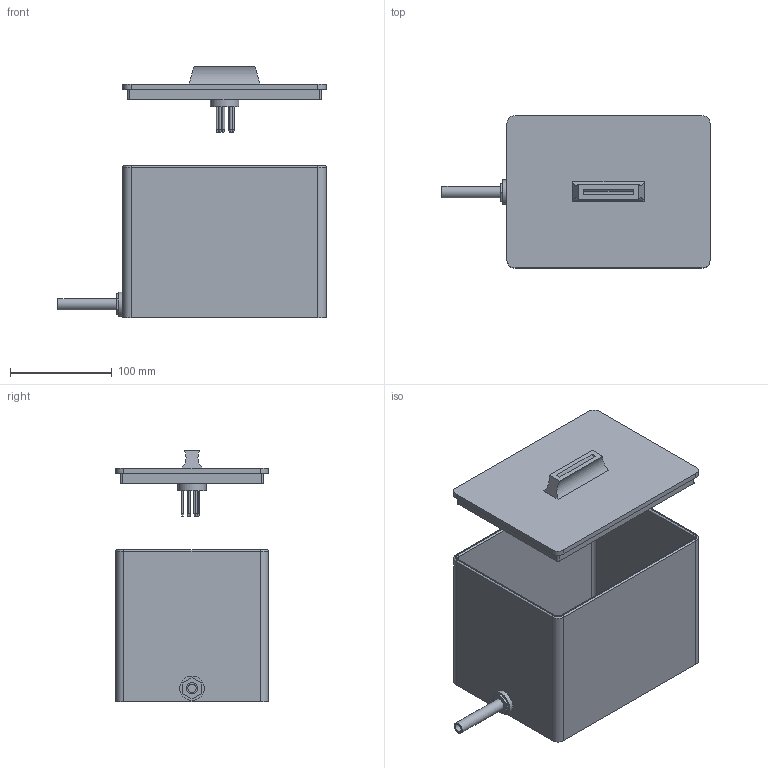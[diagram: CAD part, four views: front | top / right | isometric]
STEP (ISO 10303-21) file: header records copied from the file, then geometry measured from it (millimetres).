
FILE_DESCRIPTION(('Open CASCADE Model'),'2;1');
FILE_NAME('Open CASCADE Shape Model','2026-01-16T19:19:00',('Author'),( 'Open CASCADE'),'Open CASCADE STEP processor 7.7','Open CASCADE 7.7' ,'Unknown');
FILE_SCHEMA(('AUTOMOTIVE_DESIGN { 1 0 10303 214 1 1 1 1 }'));
Length unit declared in the file: millimetre
Products named in the file (5): Open CASCADE STEP translator 7.7 1; Open CASCADE STEP translator 7.7 1.1; Open CASCADE STEP translator 7.7 1.2; Open CASCADE STEP translator 7.7 1.3; Open CASCADE STEP translator 7.7 1.4
Assembly tree (4 placements, depth 2):
  Open CASCADE STEP translator 7.7 1
    Open CASCADE STEP translator 7.7 1.1
    Open CASCADE STEP translator 7.7 1.2
    Open CASCADE STEP translator 7.7 1.3
    Open CASCADE STEP translator 7.7 1.4
Bounding box: 264 x 150 x 248 mm (x, y, z)
Volume: 959711.9 mm3; surface area: 343146 mm2
Topology: 4 solids, 4 shells, 116 faces, 246 edges, 156 vertices
Faces by surface type: plane 49, cylinder 43, torus 8, bspline 8, cone 8
Full cylindrical faces by diameter (mm): 2.5 x8, 8 x1, 11.2 x1, 15 x1, 16.6 x1, 19.2 x2, 21.2 x2, 24 x1, 28 x1
Entity records: 6418 total; most frequent: CARTESIAN_POINT 1247, DIRECTION 982, LINE 502, VECTOR 502, ORIENTED_EDGE 492, PCURVE 492, DEFINITIONAL_REPRESENTATION 492, EDGE_CURVE 246
